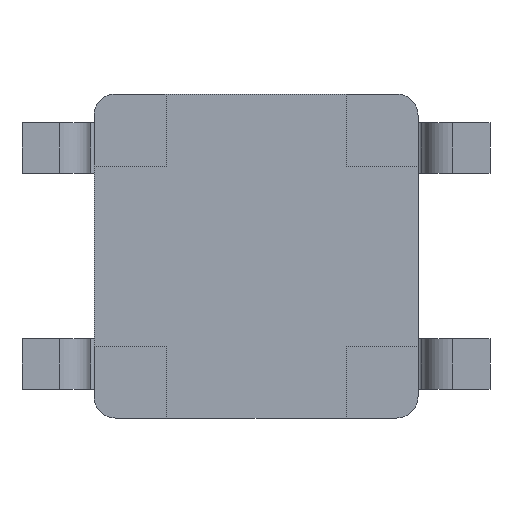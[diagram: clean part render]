
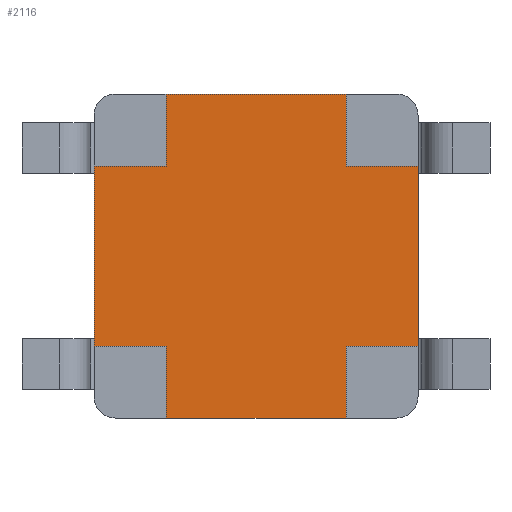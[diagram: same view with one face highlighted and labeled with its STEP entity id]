
A CAD part, left-side view. The second image highlights one B-rep face of the part: STEP entity #2116.
In plain terms, the highlighted planar face has unit normal (-1, 0, 0).
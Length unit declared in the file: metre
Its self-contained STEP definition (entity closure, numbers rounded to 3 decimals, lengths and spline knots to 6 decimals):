
#185=LINE('',#3638,#401);
#189=LINE('',#3647,#405);
#196=LINE('',#3663,#412);
#198=LINE('',#3668,#414);
#205=LINE('',#3684,#421);
#206=LINE('',#3686,#422);
#207=LINE('',#3689,#423);
#208=LINE('',#3691,#424);
#209=LINE('',#3693,#425);
#210=LINE('',#3694,#426);
#211=LINE('',#3695,#427);
#212=LINE('',#3696,#428);
#401=VECTOR('',#2815,1.);
#405=VECTOR('',#2821,1.);
#412=VECTOR('',#2834,1.);
#414=VECTOR('',#2838,1.);
#421=VECTOR('',#2851,1.);
#422=VECTOR('',#2854,1.);
#423=VECTOR('',#2855,1.);
#424=VECTOR('',#2856,1.);
#425=VECTOR('',#2857,1.);
#426=VECTOR('',#2858,1.);
#427=VECTOR('',#2859,1.);
#428=VECTOR('',#2860,1.);
#550=PLANE('',#2305);
#1045=ORIENTED_EDGE('',*,*,#1416,.T.);
#1046=ORIENTED_EDGE('',*,*,#1417,.T.);
#1047=ORIENTED_EDGE('',*,*,#1418,.F.);
#1048=ORIENTED_EDGE('',*,*,#1419,.T.);
#1049=ORIENTED_EDGE('',*,*,#1393,.T.);
#1050=ORIENTED_EDGE('',*,*,#1420,.F.);
#1051=ORIENTED_EDGE('',*,*,#1397,.T.);
#1052=ORIENTED_EDGE('',*,*,#1405,.T.);
#1053=ORIENTED_EDGE('',*,*,#1421,.F.);
#1054=ORIENTED_EDGE('',*,*,#1407,.T.);
#1055=ORIENTED_EDGE('',*,*,#1415,.T.);
#1056=ORIENTED_EDGE('',*,*,#1422,.F.);
#1393=EDGE_CURVE('',#1615,#1614,#185,.T.);
#1397=EDGE_CURVE('',#1619,#1618,#189,.T.);
#1405=EDGE_CURVE('',#1618,#1624,#196,.T.);
#1407=EDGE_CURVE('',#1627,#1626,#198,.T.);
#1415=EDGE_CURVE('',#1626,#1632,#205,.T.);
#1416=EDGE_CURVE('',#1633,#1634,#206,.T.);
#1417=EDGE_CURVE('',#1634,#1635,#207,.T.);
#1418=EDGE_CURVE('',#1636,#1635,#208,.T.);
#1419=EDGE_CURVE('',#1636,#1615,#209,.T.);
#1420=EDGE_CURVE('',#1619,#1614,#210,.T.);
#1421=EDGE_CURVE('',#1627,#1624,#211,.T.);
#1422=EDGE_CURVE('',#1633,#1632,#212,.T.);
#1614=VERTEX_POINT('',#3637);
#1615=VERTEX_POINT('',#3639);
#1618=VERTEX_POINT('',#3646);
#1619=VERTEX_POINT('',#3648);
#1624=VERTEX_POINT('',#3662);
#1626=VERTEX_POINT('',#3667);
#1627=VERTEX_POINT('',#3669);
#1632=VERTEX_POINT('',#3683);
#1633=VERTEX_POINT('',#3687);
#1634=VERTEX_POINT('',#3688);
#1635=VERTEX_POINT('',#3690);
#1636=VERTEX_POINT('',#3692);
#1850=EDGE_LOOP('',(#1045,#1046,#1047,#1048,#1049,#1050,#1051,#1052,#1053,
#1054,#1055,#1056));
#1986=FACE_BOUND('',#1850,.T.);
#2116=ADVANCED_FACE('',(#1986),#550,.T.);
#2305=AXIS2_PLACEMENT_3D('',#3685,#2852,#2853);
#2815=DIRECTION('',(0.,1.,0.));
#2821=DIRECTION('',(0.,-1.,0.));
#2834=DIRECTION('',(0.,0.,-1.));
#2838=DIRECTION('',(0.,0.,1.));
#2851=DIRECTION('',(0.,-1.,0.));
#2852=DIRECTION('',(-1.,0.,0.));
#2853=DIRECTION('',(0.,0.,1.));
#2854=DIRECTION('',(0.,1.,0.));
#2855=DIRECTION('',(0.,0.,1.));
#2856=DIRECTION('',(0.,-1.,0.));
#2857=DIRECTION('',(0.,0.,-1.));
#2858=DIRECTION('',(0.,0.,1.));
#2859=DIRECTION('',(0.,1.,0.));
#2860=DIRECTION('',(0.,0.,-1.));
#3637=CARTESIAN_POINT('',(0.0003,0.00225,0.00125));
#3638=CARTESIAN_POINT('',(0.0003,0.,0.00125));
#3639=CARTESIAN_POINT('',(0.0003,0.00125,0.00125));
#3646=CARTESIAN_POINT('',(0.0003,0.00125,-0.00125));
#3647=CARTESIAN_POINT('',(0.0003,0.,-0.00125));
#3648=CARTESIAN_POINT('',(0.0003,0.00225,-0.00125));
#3662=CARTESIAN_POINT('',(0.0003,0.00125,-0.00225));
#3663=CARTESIAN_POINT('',(0.0003,0.00125,0.));
#3667=CARTESIAN_POINT('',(0.0003,-0.00125,-0.00125));
#3668=CARTESIAN_POINT('',(0.0003,-0.00125,0.));
#3669=CARTESIAN_POINT('',(0.0003,-0.00125,-0.00225));
#3683=CARTESIAN_POINT('',(0.0003,-0.00225,-0.00125));
#3684=CARTESIAN_POINT('',(0.0003,-0.00125,-0.00125));
#3685=CARTESIAN_POINT('',(0.0003,0.,0.));
#3686=CARTESIAN_POINT('',(0.0003,-0.00225,0.00125));
#3687=CARTESIAN_POINT('',(0.0003,-0.00225,0.00125));
#3688=CARTESIAN_POINT('',(0.0003,-0.00125,0.00125));
#3689=CARTESIAN_POINT('',(0.0003,-0.00125,0.00125));
#3690=CARTESIAN_POINT('',(0.0003,-0.00125,0.00225));
#3691=CARTESIAN_POINT('',(0.0003,0.00125,0.00225));
#3692=CARTESIAN_POINT('',(0.0003,0.00125,0.00225));
#3693=CARTESIAN_POINT('',(0.0003,0.00125,0.00225));
#3694=CARTESIAN_POINT('',(0.0003,0.00225,-0.00125));
#3695=CARTESIAN_POINT('',(0.0003,-0.00125,-0.00225));
#3696=CARTESIAN_POINT('',(0.0003,-0.00225,0.00125));
